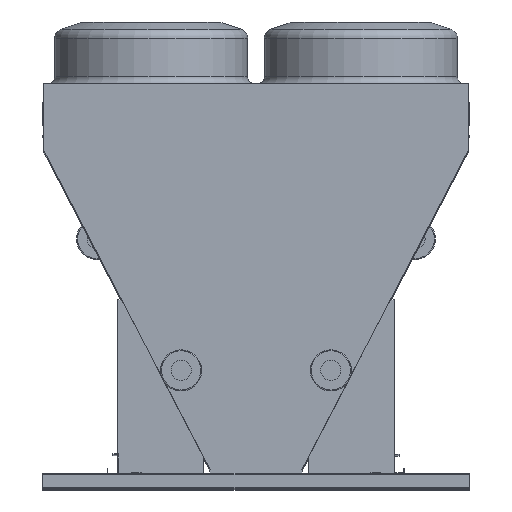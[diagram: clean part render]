
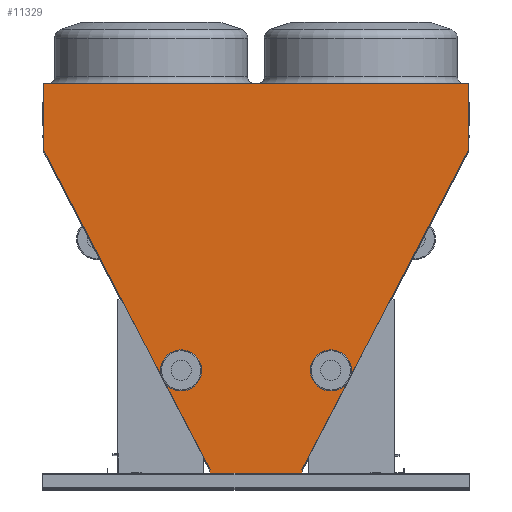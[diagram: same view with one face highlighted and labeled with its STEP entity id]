
A CAD part, top view. The second image highlights one B-rep face of the part: STEP entity #11329.
In plain terms, the highlighted planar face has unit normal (0, 0, 1).
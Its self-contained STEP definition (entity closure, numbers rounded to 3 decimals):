
#484 = LINE ( 'NONE', #25723, #18291 ) ;
#633 = EDGE_CURVE ( 'NONE', #25245, #16769, #484, .T. ) ;
#1079 = DIRECTION ( 'NONE',  ( -0.463, 0.886, 0. ) ) ;
#1466 = LINE ( 'NONE', #9443, #23320 ) ;
#2104 = CARTESIAN_POINT ( 'NONE',  ( -279.893, 1.482, 0. ) ) ;
#2282 = LINE ( 'NONE', #20612, #22170 ) ;
#2667 = DIRECTION ( 'NONE',  ( 1., 0., 0. ) ) ;
#3135 = VERTEX_POINT ( 'NONE', #21220 ) ;
#3325 = ORIENTED_EDGE ( 'NONE', *, *, #25007, .T. ) ;
#3343 = PLANE ( 'NONE',  #11150 ) ;
#3468 = DIRECTION ( 'NONE',  ( 0.462, -0.887, 0. ) ) ;
#3530 = LINE ( 'NONE', #23096, #24624 ) ;
#4303 = ORIENTED_EDGE ( 'NONE', *, *, #17753, .T. ) ;
#4327 = CARTESIAN_POINT ( 'NONE',  ( -1136.282, 2083.62, 0. ) ) ;
#4805 = ORIENTED_EDGE ( 'NONE', *, *, #24225, .T. ) ;
#5108 = VECTOR ( 'NONE', #3468, 1000. ) ;
#5179 = ORIENTED_EDGE ( 'NONE', *, *, #6230, .T. ) ;
#5382 = DIRECTION ( 'NONE',  ( -1., 0., 0. ) ) ;
#5457 = CARTESIAN_POINT ( 'NONE',  ( 0., 0., 0. ) ) ;
#5764 = LINE ( 'NONE', #10169, #26135 ) ;
#6230 = EDGE_CURVE ( 'NONE', #24636, #19622, #23438, .T. ) ;
#6389 = DIRECTION ( 'NONE',  ( 0., 1., 0. ) ) ;
#6409 = VERTEX_POINT ( 'NONE', #16706 ) ;
#6462 = CARTESIAN_POINT ( 'NONE',  ( 246.893, 17.358, 0. ) ) ;
#6523 = CARTESIAN_POINT ( 'NONE',  ( 1127.607, 1711.053, 0. ) ) ;
#6962 = VERTEX_POINT ( 'NONE', #12858 ) ;
#7836 = CARTESIAN_POINT ( 'NONE',  ( 279.893, 0., 0. ) ) ;
#7864 = CARTESIAN_POINT ( 'NONE',  ( -1127.739, 1711.053, 0. ) ) ;
#8180 = LINE ( 'NONE', #12130, #18468 ) ;
#8193 = ORIENTED_EDGE ( 'NONE', *, *, #8789, .T. ) ;
#8235 = VECTOR ( 'NONE', #5382, 1000. ) ;
#8295 = VERTEX_POINT ( 'NONE', #17711 ) ;
#8384 = CARTESIAN_POINT ( 'NONE',  ( -1127.739, 1711.053, 0. ) ) ;
#8565 = VECTOR ( 'NONE', #12191, 1000. ) ;
#8572 = EDGE_CURVE ( 'NONE', #3135, #19188, #18570, .T. ) ;
#8595 = EDGE_CURVE ( 'NONE', #13978, #6409, #23310, .T. ) ;
#8789 = EDGE_CURVE ( 'NONE', #6409, #9371, #14728, .T. ) ;
#9035 = ORIENTED_EDGE ( 'NONE', *, *, #633, .T. ) ;
#9132 = EDGE_CURVE ( 'NONE', #8295, #25245, #26088, .T. ) ;
#9219 = CARTESIAN_POINT ( 'NONE',  ( 279.893, 1.482, 0. ) ) ;
#9237 = LINE ( 'NONE', #9219, #14687 ) ;
#9332 = CARTESIAN_POINT ( 'NONE',  ( -279.893, 0., 0. ) ) ;
#9371 = VERTEX_POINT ( 'NONE', #9332 ) ;
#9405 = EDGE_CURVE ( 'NONE', #19188, #24636, #19160, .T. ) ;
#9443 = CARTESIAN_POINT ( 'NONE',  ( 1127.607, 1711.053, 0. ) ) ;
#9566 = VERTEX_POINT ( 'NONE', #7836 ) ;
#9585 = DIRECTION ( 'NONE',  ( 0., 0., -1. ) ) ;
#9633 = EDGE_CURVE ( 'NONE', #19622, #10776, #19467, .T. ) ;
#9924 = DIRECTION ( 'NONE',  ( 0., -1., 0. ) ) ;
#10169 = CARTESIAN_POINT ( 'NONE',  ( -246.893, 17.358, 0. ) ) ;
#10265 = DIRECTION ( 'NONE',  ( 0., 1., 0. ) ) ;
#10352 = CARTESIAN_POINT ( 'NONE',  ( 1136.15, 2083.62, 0. ) ) ;
#10356 = VERTEX_POINT ( 'NONE', #18770 ) ;
#10451 = DIRECTION ( 'NONE',  ( -1., 0., 0. ) ) ;
#10776 = VERTEX_POINT ( 'NONE', #7864 ) ;
#11015 = DIRECTION ( 'NONE',  ( -0.461, -0.887, 0. ) ) ;
#11150 = AXIS2_PLACEMENT_3D ( 'NONE', #5457, #9585, #23836 ) ;
#11260 = ORIENTED_EDGE ( 'NONE', *, *, #22327, .T. ) ;
#11321 = EDGE_LOOP ( 'NONE', ( #5179, #24893, #11260, #18078, #20894, #3325, #20908, #8193, #13160, #26376, #4805, #11680, #9035, #4303, #15066, #18004, #23444, #16421 ) ) ;
#11329 = ADVANCED_FACE ( 'NONE', ( #12978 ), #3343, .F. ) ;
#11680 = ORIENTED_EDGE ( 'NONE', *, *, #9132, .T. ) ;
#12130 = CARTESIAN_POINT ( 'NONE',  ( 245.39, 20.232, 0. ) ) ;
#12191 = DIRECTION ( 'NONE',  ( 0.462, -0.887, 0. ) ) ;
#12858 = CARTESIAN_POINT ( 'NONE',  ( 1126.218, 1711.776, 0. ) ) ;
#12978 = FACE_OUTER_BOUND ( 'NONE', #11321, .T. ) ;
#13160 = ORIENTED_EDGE ( 'NONE', *, *, #13803, .T. ) ;
#13227 = CARTESIAN_POINT ( 'NONE',  ( -1126.246, 1711.83, 0. ) ) ;
#13785 = VECTOR ( 'NONE', #10265, 1000. ) ;
#13803 = EDGE_CURVE ( 'NONE', #9371, #9566, #3530, .T. ) ;
#13978 = VERTEX_POINT ( 'NONE', #19743 ) ;
#14182 = DIRECTION ( 'NONE',  ( 0.462, 0.887, 0. ) ) ;
#14687 = VECTOR ( 'NONE', #19419, 1000. ) ;
#14728 = LINE ( 'NONE', #19199, #25498 ) ;
#15066 = ORIENTED_EDGE ( 'NONE', *, *, #19920, .T. ) ;
#15301 = CARTESIAN_POINT ( 'NONE',  ( -246.893, 17.358, 0. ) ) ;
#15754 = VERTEX_POINT ( 'NONE', #26149 ) ;
#15774 = CARTESIAN_POINT ( 'NONE',  ( -245.403, 20.223, 0. ) ) ;
#15905 = CARTESIAN_POINT ( 'NONE',  ( 1127.607, 1711.053, 0. ) ) ;
#16414 = CARTESIAN_POINT ( 'NONE',  ( -246.893, 17.358, 0. ) ) ;
#16421 = ORIENTED_EDGE ( 'NONE', *, *, #9405, .T. ) ;
#16673 = DIRECTION ( 'NONE',  ( 0., 1., 0. ) ) ;
#16699 = VECTOR ( 'NONE', #24686, 1000. ) ;
#16706 = CARTESIAN_POINT ( 'NONE',  ( -279.893, 1.482, 0. ) ) ;
#16769 = VERTEX_POINT ( 'NONE', #21093 ) ;
#16826 = VECTOR ( 'NONE', #11015, 1000. ) ;
#17478 = VERTEX_POINT ( 'NONE', #13227 ) ;
#17493 = LINE ( 'NONE', #15301, #16826 ) ;
#17663 = CARTESIAN_POINT ( 'NONE',  ( -1136.282, 2083.62, 0. ) ) ;
#17711 = CARTESIAN_POINT ( 'NONE',  ( 246.893, 1.482, 0. ) ) ;
#17753 = EDGE_CURVE ( 'NONE', #16769, #6962, #8180, .T. ) ;
#17929 = VECTOR ( 'NONE', #10451, 1000. ) ;
#18004 = ORIENTED_EDGE ( 'NONE', *, *, #23224, .T. ) ;
#18044 = VECTOR ( 'NONE', #9924, 1000. ) ;
#18078 = ORIENTED_EDGE ( 'NONE', *, *, #23278, .T. ) ;
#18291 = VECTOR ( 'NONE', #1079, 1000. ) ;
#18468 = VECTOR ( 'NONE', #14182, 1000. ) ;
#18570 = LINE ( 'NONE', #10352, #13785 ) ;
#18770 = CARTESIAN_POINT ( 'NONE',  ( -245.403, 20.223, 0. ) ) ;
#19160 = LINE ( 'NONE', #17663, #8235 ) ;
#19188 = VERTEX_POINT ( 'NONE', #22369 ) ;
#19199 = CARTESIAN_POINT ( 'NONE',  ( -279.893, 0., 0. ) ) ;
#19419 = DIRECTION ( 'NONE',  ( -1., 0., 0. ) ) ;
#19467 = LINE ( 'NONE', #24352, #8565 ) ;
#19622 = VERTEX_POINT ( 'NONE', #23769 ) ;
#19743 = CARTESIAN_POINT ( 'NONE',  ( -246.893, 1.482, 0. ) ) ;
#19920 = EDGE_CURVE ( 'NONE', #6962, #24399, #21928, .T. ) ;
#20026 = VECTOR ( 'NONE', #22858, 1000. ) ;
#20054 = EDGE_CURVE ( 'NONE', #10356, #23360, #17493, .T. ) ;
#20612 = CARTESIAN_POINT ( 'NONE',  ( 279.893, 0., 0. ) ) ;
#20894 = ORIENTED_EDGE ( 'NONE', *, *, #20054, .T. ) ;
#20908 = ORIENTED_EDGE ( 'NONE', *, *, #8595, .T. ) ;
#20925 = EDGE_CURVE ( 'NONE', #9566, #15754, #2282, .T. ) ;
#21093 = CARTESIAN_POINT ( 'NONE',  ( 245.39, 20.232, 0. ) ) ;
#21220 = CARTESIAN_POINT ( 'NONE',  ( 1136.15, 1727.462, 0. ) ) ;
#21224 = CARTESIAN_POINT ( 'NONE',  ( 246.893, 17.358, 0. ) ) ;
#21228 = DIRECTION ( 'NONE',  ( 0., -1., 0. ) ) ;
#21928 = LINE ( 'NONE', #6523, #20026 ) ;
#22170 = VECTOR ( 'NONE', #6389, 1000. ) ;
#22327 = EDGE_CURVE ( 'NONE', #10776, #17478, #22741, .T. ) ;
#22369 = CARTESIAN_POINT ( 'NONE',  ( 1136.15, 2083.62, 0. ) ) ;
#22690 = LINE ( 'NONE', #15774, #5108 ) ;
#22741 = LINE ( 'NONE', #8384, #16699 ) ;
#22858 = DIRECTION ( 'NONE',  ( 0.887, -0.462, 0. ) ) ;
#23096 = CARTESIAN_POINT ( 'NONE',  ( 279.893, 0., 0. ) ) ;
#23224 = EDGE_CURVE ( 'NONE', #24399, #3135, #1466, .T. ) ;
#23278 = EDGE_CURVE ( 'NONE', #17478, #10356, #22690, .T. ) ;
#23310 = LINE ( 'NONE', #2104, #17929 ) ;
#23320 = VECTOR ( 'NONE', #23704, 1000. ) ;
#23360 = VERTEX_POINT ( 'NONE', #16414 ) ;
#23438 = LINE ( 'NONE', #24079, #18044 ) ;
#23444 = ORIENTED_EDGE ( 'NONE', *, *, #8572, .T. ) ;
#23704 = DIRECTION ( 'NONE',  ( 0.462, 0.887, 0. ) ) ;
#23769 = CARTESIAN_POINT ( 'NONE',  ( -1136.282, 1727.462, 0. ) ) ;
#23836 = DIRECTION ( 'NONE',  ( -1., 0., 0. ) ) ;
#24079 = CARTESIAN_POINT ( 'NONE',  ( -1136.282, 1727.462, 0. ) ) ;
#24225 = EDGE_CURVE ( 'NONE', #15754, #8295, #9237, .T. ) ;
#24352 = CARTESIAN_POINT ( 'NONE',  ( -1127.739, 1711.053, 0. ) ) ;
#24399 = VERTEX_POINT ( 'NONE', #15905 ) ;
#24624 = VECTOR ( 'NONE', #2667, 1000. ) ;
#24636 = VERTEX_POINT ( 'NONE', #4327 ) ;
#24686 = DIRECTION ( 'NONE',  ( 0.887, 0.462, 0. ) ) ;
#24893 = ORIENTED_EDGE ( 'NONE', *, *, #9633, .T. ) ;
#25007 = EDGE_CURVE ( 'NONE', #23360, #13978, #5764, .T. ) ;
#25245 = VERTEX_POINT ( 'NONE', #21224 ) ;
#25471 = VECTOR ( 'NONE', #16673, 1000. ) ;
#25498 = VECTOR ( 'NONE', #21228, 1000. ) ;
#25723 = CARTESIAN_POINT ( 'NONE',  ( 246.893, 17.358, 0. ) ) ;
#26088 = LINE ( 'NONE', #6462, #25471 ) ;
#26135 = VECTOR ( 'NONE', #26417, 1000. ) ;
#26149 = CARTESIAN_POINT ( 'NONE',  ( 279.893, 1.482, 0. ) ) ;
#26376 = ORIENTED_EDGE ( 'NONE', *, *, #20925, .T. ) ;
#26417 = DIRECTION ( 'NONE',  ( 0., -1., 0. ) ) ;
